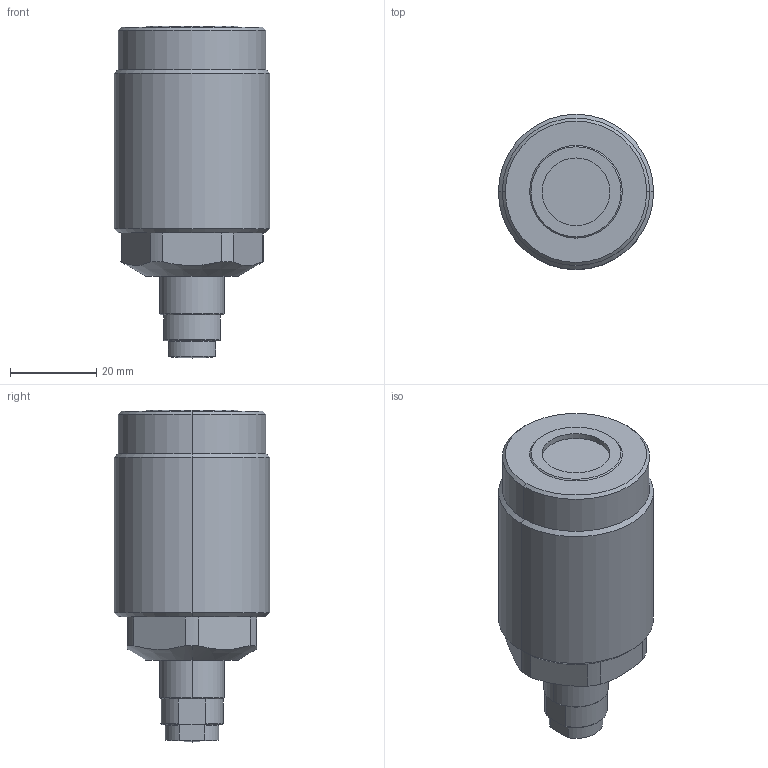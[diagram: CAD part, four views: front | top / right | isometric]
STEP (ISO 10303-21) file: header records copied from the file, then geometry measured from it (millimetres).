
FILE_DESCRIPTION (( 'STEP AP203' ), '1' );
FILE_NAME ('HSP-36AL-S.STEP', '2022-11-21T09:07:43', ( '微软用户' ), ( '微软中国' ), 'SwSTEP 2.0', 'SolidWorks 2012', '' );
FILE_SCHEMA (( 'CONFIG_CONTROL_DESIGN' ));
Length unit declared in the file: millimetre
Products named in the file (4): HSP-36AL-S活塞杆; HSP-36AL-S掛极; HSP-36AL-S; HSP-36BL-埴芛蹟邡
Assembly tree (3 placements, depth 2):
  HSP-36AL-S
    HSP-36AL-S掛极
    HSP-36AL-S活塞杆
    HSP-36BL-埴芛蹟邡
Bounding box: 36 x 36 x 77 mm (x, y, z)
Volume: 57376.7 mm3; surface area: 11464.3 mm2
Topology: 3 solids, 3 shells, 80 faces, 178 edges, 109 vertices
Faces by surface type: cylinder 29, cone 24, plane 23, sphere 2, torus 2
Entity records: 2701 total; most frequent: CARTESIAN_POINT 477, DIRECTION 423, ORIENTED_EDGE 352, EDGE_CURVE 176, AXIS2_PLACEMENT_3D 175, VERTEX_POINT 109, CIRCLE 89, EDGE_LOOP 87
